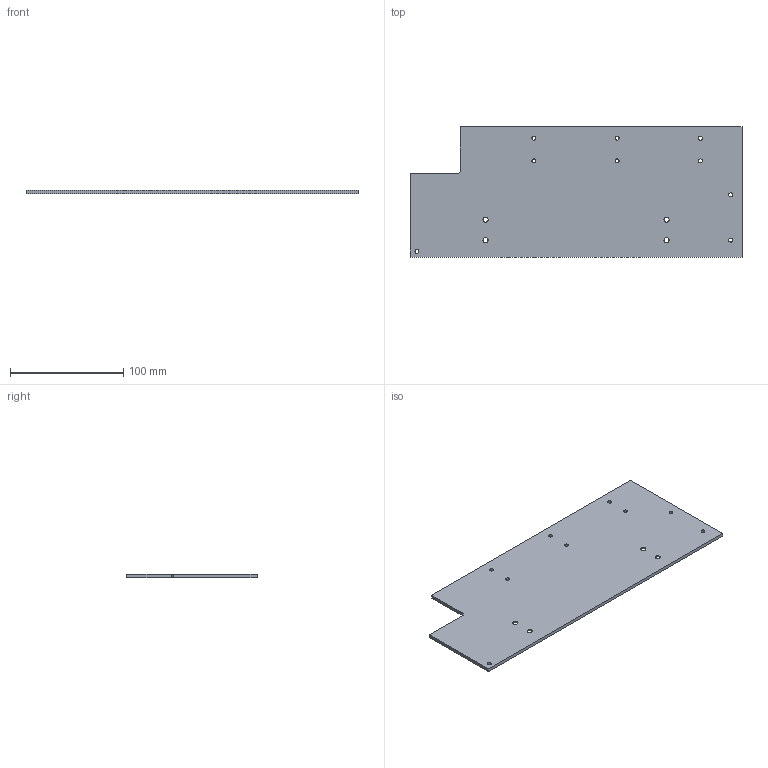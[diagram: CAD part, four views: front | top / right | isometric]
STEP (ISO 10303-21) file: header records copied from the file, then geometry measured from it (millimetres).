
FILE_DESCRIPTION(/* description */ (''),/* implementation_level */ '2;1');
FILE_NAME(/* name */ 'Electronics panel REAR L.step',/* time_stamp */ '2024-11-17T17:38:27+01:00',/* author */ (''),/* organization */ (''),/* preprocessor_version */ 'ST-DEVELOPER v20',/* originating_system */ 'Autodesk Translation Framework v13.20.0.188',/* authorisation */ '');
FILE_SCHEMA (('AUTOMOTIVE_DESIGN { 1 0 10303 214 3 1 1 }'));
Length unit declared in the file: millimetre
Products named in the file (1): Acrylic sheet FL
Bounding box: 293.44 x 115 x 3 mm (x, y, z)
Volume: 95075.5 mm3; surface area: 66408.4 mm2
Topology: 1 solids, 1 shells, 26 faces, 68 edges, 44 vertices
Faces by surface type: cylinder 13, plane 9, cone 4
Full cylindrical faces by diameter (mm): 3.5 x9, 4.5 x4
Entity records: 902 total; most frequent: DIRECTION 152, CARTESIAN_POINT 139, ORIENTED_EDGE 136, EDGE_CURVE 68, AXIS2_PLACEMENT_3D 57, EDGE_LOOP 52, VERTEX_POINT 44, LINE 38
